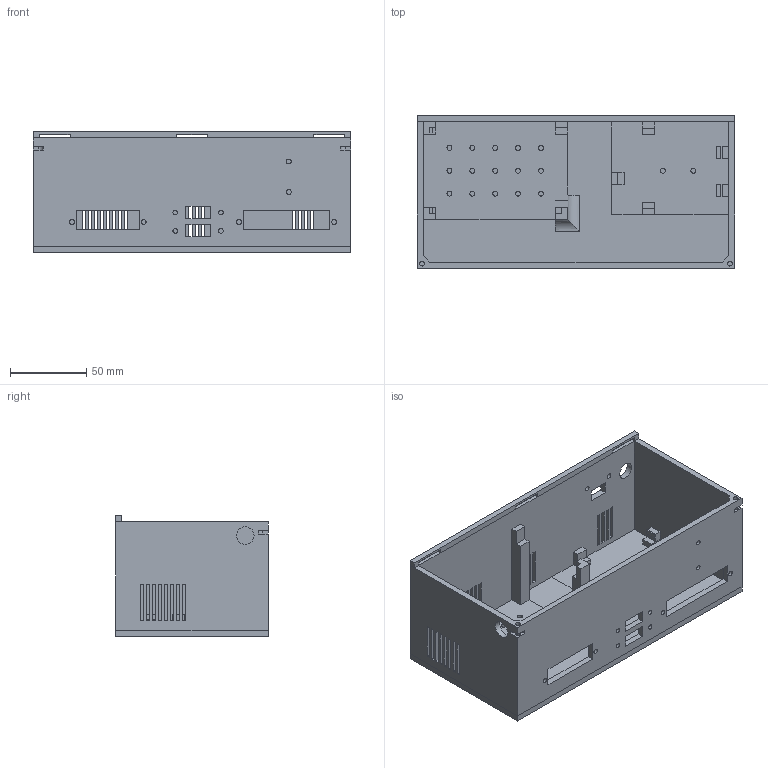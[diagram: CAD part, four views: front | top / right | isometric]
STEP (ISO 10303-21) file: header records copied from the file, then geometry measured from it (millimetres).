
FILE_DESCRIPTION(('FreeCAD Model'),'2;1');
FILE_NAME('Open CASCADE Shape Model','2024-06-02T19:45:35',('Author'),( ''),'Open CASCADE STEP processor 7.6','FreeCAD','Unknown');
FILE_SCHEMA(('AUTOMOTIVE_DESIGN { 1 0 10303 214 1 1 1 1 }'));
Length unit declared in the file: millimetre
Products named in the file (1): Control Box with cuts
Bounding box: 208 x 100 x 79 mm (x, y, z)
Volume: 262700.1 mm3; surface area: 137960.9 mm2
Topology: 1 solids, 1 shells, 326 faces, 871 edges, 562 vertices
Faces by surface type: plane 284, cylinder 42
Full cylindrical faces by diameter (mm): 3 x4, 3.25 x29, 11 x1, 11.5 x1
Entity records: 10160 total; most frequent: CARTESIAN_POINT 1760, ORIENTED_EDGE 1742, DIRECTION 1608, EDGE_CURVE 871, LINE 788, VECTOR 788, VERTEX_POINT 562, FACE_BOUND 435
